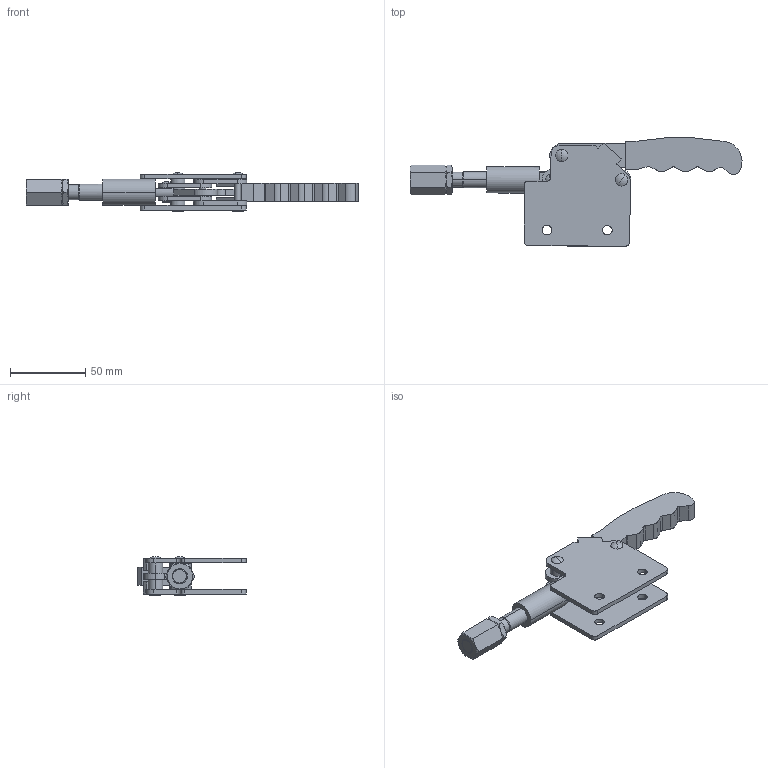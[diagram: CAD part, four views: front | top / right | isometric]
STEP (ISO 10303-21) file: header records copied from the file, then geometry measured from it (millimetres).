
FILE_DESCRIPTION (( 'STEP AP214' ), '1' );
FILE_NAME ('GH-30282M(Â²¤Æ)-1.STEP', '2020-07-06T03:24:13', ( 'LinWei' ), ( '' ), 'SwSTEP 2.0', 'SolidWorks 2016', '' );
FILE_SCHEMA (( 'AUTOMOTIVE_DESIGN' ));
Length unit declared in the file: millimetre
Products named in the file (7): Group1^GH-30282M(簡化); 4302DM33-1^GH-30282M(簡化)-1; 1302DM01-1^GH-30282M(簡化)-1; Group6^GH-30282M(簡化)-1; Group3^GH-30282M(簡化)-1; Group2^GH-30282M(簡化)-1; GH-30282M(簡化)-1
Assembly tree (6 placements, depth 2):
  GH-30282M(簡化)-1
    Group2^GH-30282M(簡化)-1
    Group3^GH-30282M(簡化)-1
    Group6^GH-30282M(簡化)-1
    1302DM01-1^GH-30282M(簡化)-1
    4302DM33-1^GH-30282M(簡化)-1
    Group1^GH-30282M(簡化)
Bounding box: 220.17 x 71.81 x 25.9 mm (x, y, z)
Volume: 71889.1 mm3; surface area: 41539.9 mm2
Topology: 7 solids, 7 shells, 221 faces, 565 edges, 375 vertices
Faces by surface type: cylinder 103, plane 98, cone 14, sphere 6
Entity records: 7667 total; most frequent: CARTESIAN_POINT 1446, DIRECTION 1221, ORIENTED_EDGE 1130, EDGE_CURVE 565, AXIS2_PLACEMENT_3D 462, VERTEX_POINT 375, LINE 297, VECTOR 297
